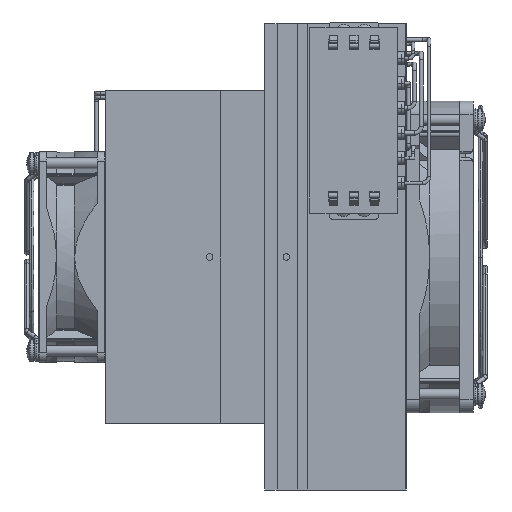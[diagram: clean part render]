
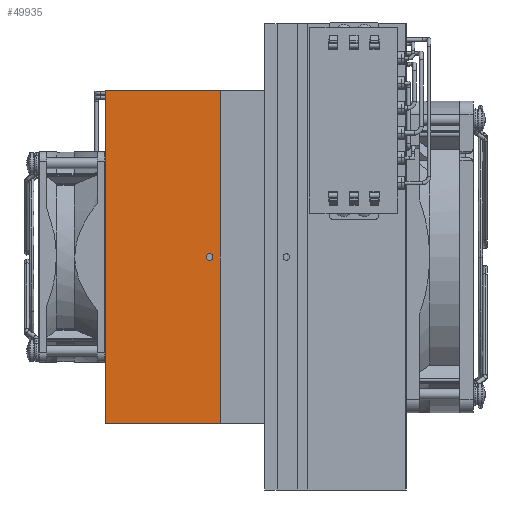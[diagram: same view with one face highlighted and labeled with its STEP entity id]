
A CAD part, left-side view. The second image highlights one B-rep face of the part: STEP entity #49935.
In plain terms, the highlighted planar face has unit normal (-1, 0, 0).
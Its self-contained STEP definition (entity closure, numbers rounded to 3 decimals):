
#4676=VECTOR('',#57110,1.);
#4738=VECTOR('',#57173,1.);
#4741=VECTOR('',#57202,1.);
#4742=VECTOR('',#57203,1.);
#8610=LINE('',#67944,#4676);
#8672=LINE('',#68068,#4738);
#8675=LINE('',#68095,#4741);
#8676=LINE('',#68097,#4742);
#12504=PLANE('',#52873);
#13807=VERTEX_POINT('',#67943);
#13808=VERTEX_POINT('',#67945);
#13869=VERTEX_POINT('',#68069);
#13875=VERTEX_POINT('',#68083);
#13879=VERTEX_POINT('',#68096);
#18882=CIRCLE('',#52865,1.23);
#20356=EDGE_CURVE('',#13808,#13807,#8610,.T.);
#20419=EDGE_CURVE('',#13869,#13808,#8672,.T.);
#20426=EDGE_CURVE('',#13875,#13875,#18882,.T.);
#20430=EDGE_CURVE('',#13879,#13807,#8675,.T.);
#20431=EDGE_CURVE('',#13879,#13869,#8676,.T.);
#28234=ORIENTED_EDGE('',*,*,#20426,.T.);
#28235=ORIENTED_EDGE('',*,*,#20356,.T.);
#28236=ORIENTED_EDGE('',*,*,#20430,.F.);
#28237=ORIENTED_EDGE('',*,*,#20431,.T.);
#28238=ORIENTED_EDGE('',*,*,#20419,.T.);
#43507=EDGE_LOOP('',(#28234));
#43508=EDGE_LOOP('',(#28235,#28236,#28237,#28238));
#46738=FACE_BOUND('',#43507,.T.);
#46739=FACE_BOUND('',#43508,.T.);
#49935=ADVANCED_FACE('',(#46738,#46739),#12504,.T.);
#52865=AXIS2_PLACEMENT_3D('',#68082,#57186,#57187);
#52873=AXIS2_PLACEMENT_3D('',#68094,#57201,$);
#57110=DIRECTION('',(0.,1.,0.));
#57173=DIRECTION('',(0.,0.,1.));
#57186=DIRECTION('',(1.,0.,0.));
#57187=DIRECTION('',(0.,0.,1.23));
#57201=DIRECTION('',(-1.,0.,0.));
#57202=DIRECTION('',(0.,0.,1.));
#57203=DIRECTION('',(0.,-1.,0.));
#67943=CARTESIAN_POINT('',(0.,43.942,127.));
#67944=CARTESIAN_POINT('',(0.,43.942,127.));
#67945=CARTESIAN_POINT('',(0.,0.,127.));
#68068=CARTESIAN_POINT('',(0.,0.,0.));
#68069=CARTESIAN_POINT('',(0.,0.,0.));
#68082=CARTESIAN_POINT('',(0.,4.064,63.5));
#68083=CARTESIAN_POINT('',(0.,4.064,64.73));
#68094=CARTESIAN_POINT('',(0.,21.971,0.));
#68095=CARTESIAN_POINT('',(0.,43.942,0.));
#68096=CARTESIAN_POINT('',(0.,43.942,0.));
#68097=CARTESIAN_POINT('',(0.,43.942,0.));
